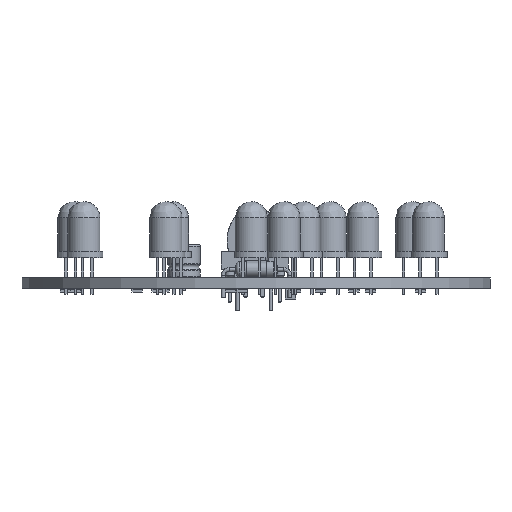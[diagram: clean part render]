
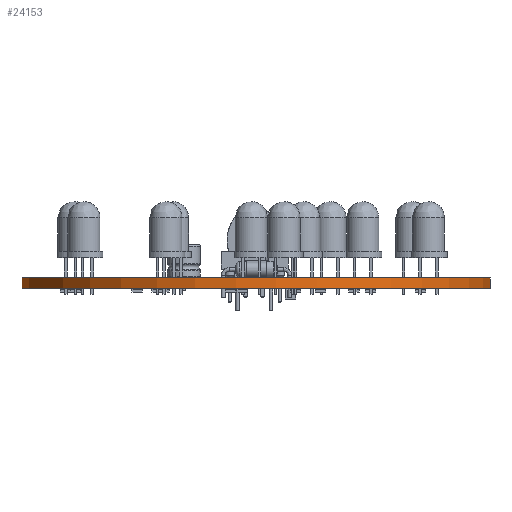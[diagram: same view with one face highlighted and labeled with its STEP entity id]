
A CAD part, front view. The second image highlights one B-rep face of the part: STEP entity #24153.
In plain terms, the highlighted cylindrical face has radius 35.795 mm (diameter 71.589 mm), a partial arc.
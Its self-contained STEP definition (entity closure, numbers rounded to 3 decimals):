
#23972 = PLANE('',#23973);
#23973 = AXIS2_PLACEMENT_3D('',#23974,#23975,#23976);
#23974 = CARTESIAN_POINT('',(-9.27,40.5,0.));
#23975 = DIRECTION('',(0.832,-0.555,0.));
#23976 = DIRECTION('',(-0.555,-0.832,0.));
#23997 = VERTEX_POINT('',#23998);
#23998 = CARTESIAN_POINT('',(-14.27,33.,1.6));
#24012 = PLANE('',#24013);
#24013 = AXIS2_PLACEMENT_3D('',#24014,#24015,#24016);
#24014 = CARTESIAN_POINT('',(0.73,4.316,1.6));
#24015 = DIRECTION('',(0.,0.,1.));
#24016 = DIRECTION('',(1.,0.,0.));
#24024 = EDGE_CURVE('',#24025,#23997,#24027,.T.);
#24025 = VERTEX_POINT('',#24026);
#24026 = CARTESIAN_POINT('',(-14.27,33.,0.));
#24027 = SURFACE_CURVE('',#24028,(#24032,#24039),.PCURVE_S1.);
#24028 = LINE('',#24029,#24030);
#24029 = CARTESIAN_POINT('',(-14.27,33.,0.));
#24030 = VECTOR('',#24031,1.);
#24031 = DIRECTION('',(0.,0.,1.));
#24032 = PCURVE('',#23972,#24033);
#24033 = DEFINITIONAL_REPRESENTATION('',(#24034),#24038);
#24034 = LINE('',#24035,#24036);
#24035 = CARTESIAN_POINT('',(9.014,0.));
#24036 = VECTOR('',#24037,1.);
#24037 = DIRECTION('',(0.,-1.));
#24038 = ( GEOMETRIC_REPRESENTATION_CONTEXT(2) 
PARAMETRIC_REPRESENTATION_CONTEXT() REPRESENTATION_CONTEXT('2D SPACE',''
  ) );
#24039 = PCURVE('',#24040,#24045);
#24040 = CYLINDRICAL_SURFACE('',#24041,35.795);
#24041 = AXIS2_PLACEMENT_3D('',#24042,#24043,#24044);
#24042 = CARTESIAN_POINT('',(0.73,0.5,0.));
#24043 = DIRECTION('',(0.,0.,-1.));
#24044 = DIRECTION('',(1.,0.,0.));
#24045 = DEFINITIONAL_REPRESENTATION('',(#24046),#24050);
#24046 = LINE('',#24047,#24048);
#24047 = CARTESIAN_POINT('',(-2.003,0.));
#24048 = VECTOR('',#24049,1.);
#24049 = DIRECTION('',(0.,-1.));
#24050 = ( GEOMETRIC_REPRESENTATION_CONTEXT(2) 
PARAMETRIC_REPRESENTATION_CONTEXT() REPRESENTATION_CONTEXT('2D SPACE',''
  ) );
#24066 = PLANE('',#24067);
#24067 = AXIS2_PLACEMENT_3D('',#24068,#24069,#24070);
#24068 = CARTESIAN_POINT('',(0.73,4.316,0.));
#24069 = DIRECTION('',(0.,0.,1.));
#24070 = DIRECTION('',(1.,0.,0.));
#24099 = PLANE('',#24100);
#24100 = AXIS2_PLACEMENT_3D('',#24101,#24102,#24103);
#24101 = CARTESIAN_POINT('',(15.73,33.,0.));
#24102 = DIRECTION('',(-0.832,-0.555,0.));
#24103 = DIRECTION('',(-0.555,0.832,0.));
#24153 = ADVANCED_FACE('',(#24154),#24040,.T.);
#24154 = FACE_BOUND('',#24155,.F.);
#24155 = EDGE_LOOP('',(#24156,#24157,#24181,#24204));
#24156 = ORIENTED_EDGE('',*,*,#24024,.T.);
#24157 = ORIENTED_EDGE('',*,*,#24158,.T.);
#24158 = EDGE_CURVE('',#23997,#24159,#24161,.T.);
#24159 = VERTEX_POINT('',#24160);
#24160 = CARTESIAN_POINT('',(15.73,33.,1.6));
#24161 = SURFACE_CURVE('',#24162,(#24167,#24174),.PCURVE_S1.);
#24162 = CIRCLE('',#24163,35.795);
#24163 = AXIS2_PLACEMENT_3D('',#24164,#24165,#24166);
#24164 = CARTESIAN_POINT('',(0.73,0.5,1.6));
#24165 = DIRECTION('',(0.,0.,1.));
#24166 = DIRECTION('',(1.,0.,0.));
#24167 = PCURVE('',#24040,#24168);
#24168 = DEFINITIONAL_REPRESENTATION('',(#24169),#24173);
#24169 = LINE('',#24170,#24171);
#24170 = CARTESIAN_POINT('',(0.,-1.6));
#24171 = VECTOR('',#24172,1.);
#24172 = DIRECTION('',(-1.,0.));
#24173 = ( GEOMETRIC_REPRESENTATION_CONTEXT(2) 
PARAMETRIC_REPRESENTATION_CONTEXT() REPRESENTATION_CONTEXT('2D SPACE',''
  ) );
#24174 = PCURVE('',#24012,#24175);
#24175 = DEFINITIONAL_REPRESENTATION('',(#24176),#24180);
#24176 = CIRCLE('',#24177,35.795);
#24177 = AXIS2_PLACEMENT_2D('',#24178,#24179);
#24178 = CARTESIAN_POINT('',(0.,-3.816));
#24179 = DIRECTION('',(1.,0.));
#24180 = ( GEOMETRIC_REPRESENTATION_CONTEXT(2) 
PARAMETRIC_REPRESENTATION_CONTEXT() REPRESENTATION_CONTEXT('2D SPACE',''
  ) );
#24181 = ORIENTED_EDGE('',*,*,#24182,.F.);
#24182 = EDGE_CURVE('',#24183,#24159,#24185,.T.);
#24183 = VERTEX_POINT('',#24184);
#24184 = CARTESIAN_POINT('',(15.73,33.,0.));
#24185 = SURFACE_CURVE('',#24186,(#24190,#24197),.PCURVE_S1.);
#24186 = LINE('',#24187,#24188);
#24187 = CARTESIAN_POINT('',(15.73,33.,0.));
#24188 = VECTOR('',#24189,1.);
#24189 = DIRECTION('',(0.,0.,1.));
#24190 = PCURVE('',#24040,#24191);
#24191 = DEFINITIONAL_REPRESENTATION('',(#24192),#24196);
#24192 = LINE('',#24193,#24194);
#24193 = CARTESIAN_POINT('',(-7.422,0.));
#24194 = VECTOR('',#24195,1.);
#24195 = DIRECTION('',(0.,-1.));
#24196 = ( GEOMETRIC_REPRESENTATION_CONTEXT(2) 
PARAMETRIC_REPRESENTATION_CONTEXT() REPRESENTATION_CONTEXT('2D SPACE',''
  ) );
#24197 = PCURVE('',#24099,#24198);
#24198 = DEFINITIONAL_REPRESENTATION('',(#24199),#24203);
#24199 = LINE('',#24200,#24201);
#24200 = CARTESIAN_POINT('',(0.,0.));
#24201 = VECTOR('',#24202,1.);
#24202 = DIRECTION('',(0.,-1.));
#24203 = ( GEOMETRIC_REPRESENTATION_CONTEXT(2) 
PARAMETRIC_REPRESENTATION_CONTEXT() REPRESENTATION_CONTEXT('2D SPACE',''
  ) );
#24204 = ORIENTED_EDGE('',*,*,#24205,.F.);
#24205 = EDGE_CURVE('',#24025,#24183,#24206,.T.);
#24206 = SURFACE_CURVE('',#24207,(#24212,#24219),.PCURVE_S1.);
#24207 = CIRCLE('',#24208,35.795);
#24208 = AXIS2_PLACEMENT_3D('',#24209,#24210,#24211);
#24209 = CARTESIAN_POINT('',(0.73,0.5,0.));
#24210 = DIRECTION('',(0.,0.,1.));
#24211 = DIRECTION('',(1.,0.,0.));
#24212 = PCURVE('',#24040,#24213);
#24213 = DEFINITIONAL_REPRESENTATION('',(#24214),#24218);
#24214 = LINE('',#24215,#24216);
#24215 = CARTESIAN_POINT('',(0.,0.));
#24216 = VECTOR('',#24217,1.);
#24217 = DIRECTION('',(-1.,0.));
#24218 = ( GEOMETRIC_REPRESENTATION_CONTEXT(2) 
PARAMETRIC_REPRESENTATION_CONTEXT() REPRESENTATION_CONTEXT('2D SPACE',''
  ) );
#24219 = PCURVE('',#24066,#24220);
#24220 = DEFINITIONAL_REPRESENTATION('',(#24221),#24225);
#24221 = CIRCLE('',#24222,35.795);
#24222 = AXIS2_PLACEMENT_2D('',#24223,#24224);
#24223 = CARTESIAN_POINT('',(0.,-3.816));
#24224 = DIRECTION('',(1.,0.));
#24225 = ( GEOMETRIC_REPRESENTATION_CONTEXT(2) 
PARAMETRIC_REPRESENTATION_CONTEXT() REPRESENTATION_CONTEXT('2D SPACE',''
  ) );
